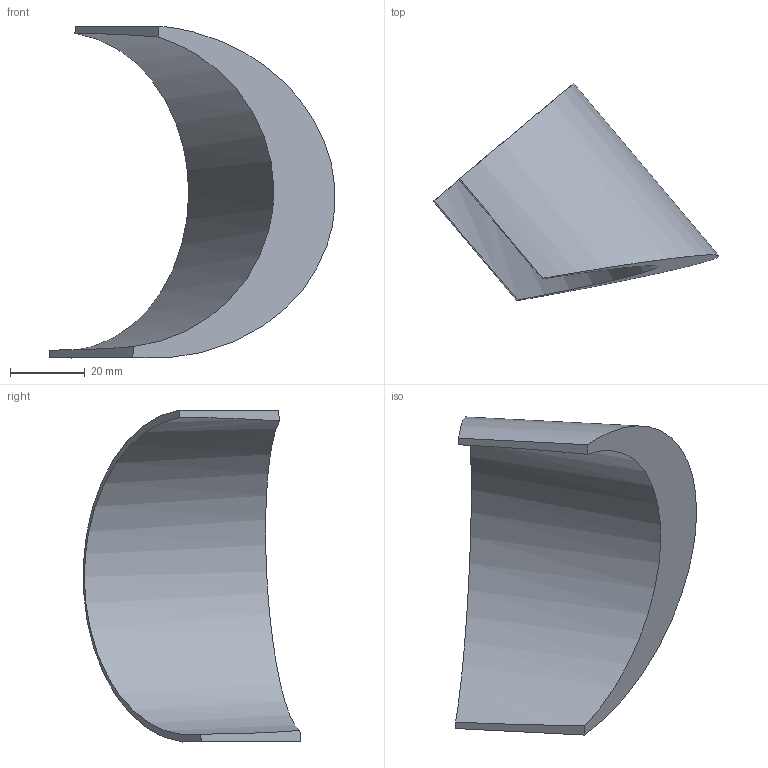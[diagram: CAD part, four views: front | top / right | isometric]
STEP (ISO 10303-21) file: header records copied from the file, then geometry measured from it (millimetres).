
FILE_DESCRIPTION(('FreeCAD Model'),'2;1');
FILE_NAME('origSolid_4.stp','2023-03-03T10:33:55',('FreeCAD'),('FreeCAD' ),'Open CASCADE STEP processor 7.3','FreeCAD','Unknown');
FILE_SCHEMA(('AUTOMOTIVE_DESIGN { 1 0 10303 214 1 1 1 1 }'));
Length unit declared in the file: millimetre
Products named in the file (1): Open CASCADE STEP translator 7.3 11
Bounding box: 76.18 x 58 x 88.65 mm (x, y, z)
Volume: 37916.7 mm3; surface area: 14704.2 mm2
Topology: 1 solids, 1 shells, 6 faces, 16 edges, 12 vertices
Faces by surface type: plane 4, cylinder 2
Entity records: 614 total; most frequent: CARTESIAN_POINT 295, DIRECTION 58, ORIENTED_EDGE 32, PCURVE 32, DEFINITIONAL_REPRESENTATION 32, LINE 20, VECTOR 20, AXIS2_PLACEMENT_3D 17
